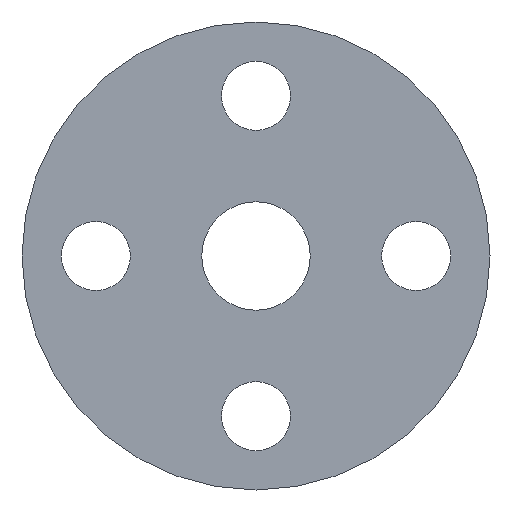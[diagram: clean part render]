
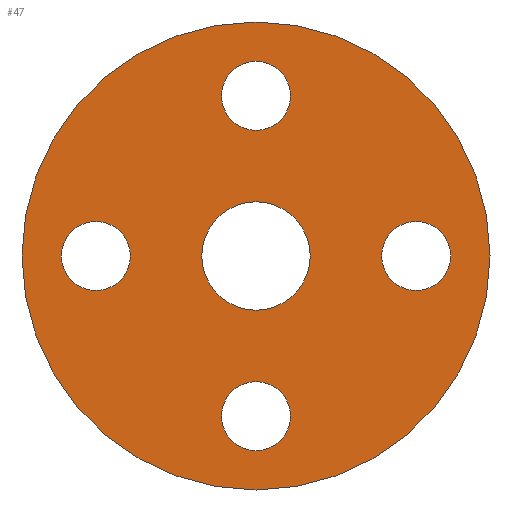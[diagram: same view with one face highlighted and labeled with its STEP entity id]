
A CAD part, front view. The second image highlights one B-rep face of the part: STEP entity #47.
In plain terms, the highlighted planar face has unit normal (0, -1, 0).
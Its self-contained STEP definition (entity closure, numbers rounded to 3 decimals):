
#4 = EDGE_CURVE ( 'NONE', #92, #108, #242, .T. ) ;
#13 = CARTESIAN_POINT ( 'NONE',  ( 0., 0., -25.5 ) ) ;
#15 = AXIS2_PLACEMENT_3D ( 'NONE', #359, #28, #238 ) ;
#23 = ORIENTED_EDGE ( 'NONE', *, *, #281, .F. ) ;
#25 = AXIS2_PLACEMENT_3D ( 'NONE', #488, #320, #279 ) ;
#28 = DIRECTION ( 'NONE',  ( 0., -1., 0. ) ) ;
#29 = ORIENTED_EDGE ( 'NONE', *, *, #159, .F. ) ;
#33 = CARTESIAN_POINT ( 'NONE',  ( 0., 0., 32.5 ) ) ;
#36 = CARTESIAN_POINT ( 'NONE',  ( -32.5, 0., 0. ) ) ;
#47 = ADVANCED_FACE ( 'NONE', ( #366, #539, #382, #167, #299, #379 ), #154, .T. ) ;
#50 = CARTESIAN_POINT ( 'NONE',  ( -32.5, 0., -7. ) ) ;
#52 = DIRECTION ( 'NONE',  ( 0., 1., 0. ) ) ;
#62 = EDGE_LOOP ( 'NONE', ( #125, #29 ) ) ;
#63 = DIRECTION ( 'NONE',  ( 0., -1., 0. ) ) ;
#72 = CARTESIAN_POINT ( 'NONE',  ( 32.5, 0., -7. ) ) ;
#73 = EDGE_LOOP ( 'NONE', ( #271, #151 ) ) ;
#77 = CIRCLE ( 'NONE', #381, 7. ) ;
#78 = CARTESIAN_POINT ( 'NONE',  ( 0., 0., -39.5 ) ) ;
#81 = VERTEX_POINT ( 'NONE', #50 ) ;
#86 = EDGE_LOOP ( 'NONE', ( #346, #358 ) ) ;
#87 = EDGE_CURVE ( 'NONE', #476, #522, #292, .T. ) ;
#90 = CIRCLE ( 'NONE', #25, 7. ) ;
#92 = VERTEX_POINT ( 'NONE', #229 ) ;
#97 = DIRECTION ( 'NONE',  ( 0., -1., 0. ) ) ;
#98 = VERTEX_POINT ( 'NONE', #13 ) ;
#100 = CIRCLE ( 'NONE', #412, 7. ) ;
#107 = DIRECTION ( 'NONE',  ( 0., 1., 0. ) ) ;
#108 = VERTEX_POINT ( 'NONE', #131 ) ;
#110 = DIRECTION ( 'NONE',  ( 0., -1., 0. ) ) ;
#118 = AXIS2_PLACEMENT_3D ( 'NONE', #537, #107, #284 ) ;
#119 = CARTESIAN_POINT ( 'NONE',  ( 32.5, 0., 7. ) ) ;
#125 = ORIENTED_EDGE ( 'NONE', *, *, #357, .F. ) ;
#131 = CARTESIAN_POINT ( 'NONE',  ( 0., 0., -11. ) ) ;
#134 = EDGE_LOOP ( 'NONE', ( #142, #517 ) ) ;
#142 = ORIENTED_EDGE ( 'NONE', *, *, #4, .T. ) ;
#143 = CARTESIAN_POINT ( 'NONE',  ( 0., 0., 0. ) ) ;
#148 = DIRECTION ( 'NONE',  ( 0., 0., -1. ) ) ;
#151 = ORIENTED_EDGE ( 'NONE', *, *, #400, .F. ) ;
#154 = PLANE ( 'NONE',  #196 ) ;
#157 = CARTESIAN_POINT ( 'NONE',  ( 0., 0., 47.5 ) ) ;
#159 = EDGE_CURVE ( 'NONE', #98, #499, #427, .T. ) ;
#163 = CARTESIAN_POINT ( 'NONE',  ( 0., 0., -47.5 ) ) ;
#167 = FACE_BOUND ( 'NONE', #62, .T. ) ;
#180 = VERTEX_POINT ( 'NONE', #312 ) ;
#188 = AXIS2_PLACEMENT_3D ( 'NONE', #36, #110, #364 ) ;
#190 = DIRECTION ( 'NONE',  ( 0., 0., -1. ) ) ;
#192 = CARTESIAN_POINT ( 'NONE',  ( 0., 0., 25.5 ) ) ;
#196 = AXIS2_PLACEMENT_3D ( 'NONE', #157, #329, #340 ) ;
#217 = CARTESIAN_POINT ( 'NONE',  ( 0., 0., -32.5 ) ) ;
#223 = VERTEX_POINT ( 'NONE', #192 ) ;
#229 = CARTESIAN_POINT ( 'NONE',  ( 0., 0., 11. ) ) ;
#235 = AXIS2_PLACEMENT_3D ( 'NONE', #217, #97, #390 ) ;
#238 = DIRECTION ( 'NONE',  ( 0., 0., -1. ) ) ;
#242 = CIRCLE ( 'NONE', #365, 11. ) ;
#248 = EDGE_CURVE ( 'NONE', #384, #494, #90, .T. ) ;
#260 = CARTESIAN_POINT ( 'NONE',  ( 0., 0., 0. ) ) ;
#261 = AXIS2_PLACEMENT_3D ( 'NONE', #143, #282, #535 ) ;
#271 = ORIENTED_EDGE ( 'NONE', *, *, #272, .F. ) ;
#272 = EDGE_CURVE ( 'NONE', #81, #180, #404, .T. ) ;
#276 = DIRECTION ( 'NONE',  ( 0., 0., -1. ) ) ;
#279 = DIRECTION ( 'NONE',  ( 0., 0., -1. ) ) ;
#281 = EDGE_CURVE ( 'NONE', #522, #476, #502, .T. ) ;
#282 = DIRECTION ( 'NONE',  ( 0., 1., 0. ) ) ;
#284 = DIRECTION ( 'NONE',  ( 0., 0., 1. ) ) ;
#287 = CARTESIAN_POINT ( 'NONE',  ( 0., 0., 32.5 ) ) ;
#289 = EDGE_CURVE ( 'NONE', #108, #92, #426, .T. ) ;
#292 = CIRCLE ( 'NONE', #506, 47.5 ) ;
#299 = FACE_BOUND ( 'NONE', #134, .T. ) ;
#312 = CARTESIAN_POINT ( 'NONE',  ( -32.5, 0., 7. ) ) ;
#320 = DIRECTION ( 'NONE',  ( 0., -1., 0. ) ) ;
#321 = ORIENTED_EDGE ( 'NONE', *, *, #87, .F. ) ;
#329 = DIRECTION ( 'NONE',  ( 0., -1., 0. ) ) ;
#334 = CARTESIAN_POINT ( 'NONE',  ( 0., 0., 47.5 ) ) ;
#340 = DIRECTION ( 'NONE',  ( 0., 0., -1. ) ) ;
#346 = ORIENTED_EDGE ( 'NONE', *, *, #248, .F. ) ;
#357 = EDGE_CURVE ( 'NONE', #499, #98, #77, .T. ) ;
#358 = ORIENTED_EDGE ( 'NONE', *, *, #496, .F. ) ;
#359 = CARTESIAN_POINT ( 'NONE',  ( -32.5, 0., 0. ) ) ;
#364 = DIRECTION ( 'NONE',  ( 0., 0., -1. ) ) ;
#365 = AXIS2_PLACEMENT_3D ( 'NONE', #411, #462, #369 ) ;
#366 = FACE_BOUND ( 'NONE', #86, .T. ) ;
#369 = DIRECTION ( 'NONE',  ( 0., 0., 1. ) ) ;
#375 = CARTESIAN_POINT ( 'NONE',  ( 32.5, 0., 0. ) ) ;
#376 = DIRECTION ( 'NONE',  ( 0., 0., -1. ) ) ;
#379 = FACE_OUTER_BOUND ( 'NONE', #428, .T. ) ;
#381 = AXIS2_PLACEMENT_3D ( 'NONE', #413, #486, #276 ) ;
#382 = FACE_BOUND ( 'NONE', #73, .T. ) ;
#383 = EDGE_CURVE ( 'NONE', #528, #223, #100, .T. ) ;
#384 = VERTEX_POINT ( 'NONE', #72 ) ;
#390 = DIRECTION ( 'NONE',  ( 0., 0., -1. ) ) ;
#400 = EDGE_CURVE ( 'NONE', #180, #81, #516, .T. ) ;
#404 = CIRCLE ( 'NONE', #188, 7. ) ;
#411 = CARTESIAN_POINT ( 'NONE',  ( 0., 0., 0. ) ) ;
#412 = AXIS2_PLACEMENT_3D ( 'NONE', #287, #63, #190 ) ;
#413 = CARTESIAN_POINT ( 'NONE',  ( 0., 0., -32.5 ) ) ;
#421 = EDGE_CURVE ( 'NONE', #223, #528, #447, .T. ) ;
#426 = CIRCLE ( 'NONE', #261, 11. ) ;
#427 = CIRCLE ( 'NONE', #235, 7. ) ;
#428 = EDGE_LOOP ( 'NONE', ( #23, #321 ) ) ;
#447 = CIRCLE ( 'NONE', #492, 7. ) ;
#462 = DIRECTION ( 'NONE',  ( 0., 1., 0. ) ) ;
#464 = ORIENTED_EDGE ( 'NONE', *, *, #421, .F. ) ;
#466 = CIRCLE ( 'NONE', #540, 7. ) ;
#472 = DIRECTION ( 'NONE',  ( 0., 0., 1. ) ) ;
#476 = VERTEX_POINT ( 'NONE', #163 ) ;
#486 = DIRECTION ( 'NONE',  ( 0., -1., 0. ) ) ;
#487 = EDGE_LOOP ( 'NONE', ( #464, #526 ) ) ;
#488 = CARTESIAN_POINT ( 'NONE',  ( 32.5, 0., 0. ) ) ;
#492 = AXIS2_PLACEMENT_3D ( 'NONE', #33, #532, #148 ) ;
#494 = VERTEX_POINT ( 'NONE', #119 ) ;
#496 = EDGE_CURVE ( 'NONE', #494, #384, #466, .T. ) ;
#499 = VERTEX_POINT ( 'NONE', #78 ) ;
#502 = CIRCLE ( 'NONE', #118, 47.5 ) ;
#506 = AXIS2_PLACEMENT_3D ( 'NONE', #260, #52, #472 ) ;
#509 = CARTESIAN_POINT ( 'NONE',  ( 0., 0., 39.5 ) ) ;
#516 = CIRCLE ( 'NONE', #15, 7. ) ;
#517 = ORIENTED_EDGE ( 'NONE', *, *, #289, .T. ) ;
#522 = VERTEX_POINT ( 'NONE', #334 ) ;
#526 = ORIENTED_EDGE ( 'NONE', *, *, #383, .F. ) ;
#528 = VERTEX_POINT ( 'NONE', #509 ) ;
#532 = DIRECTION ( 'NONE',  ( 0., -1., 0. ) ) ;
#535 = DIRECTION ( 'NONE',  ( 0., 0., 1. ) ) ;
#537 = CARTESIAN_POINT ( 'NONE',  ( 0., 0., 0. ) ) ;
#539 = FACE_BOUND ( 'NONE', #487, .T. ) ;
#540 = AXIS2_PLACEMENT_3D ( 'NONE', #375, #545, #376 ) ;
#545 = DIRECTION ( 'NONE',  ( 0., -1., 0. ) ) ;
